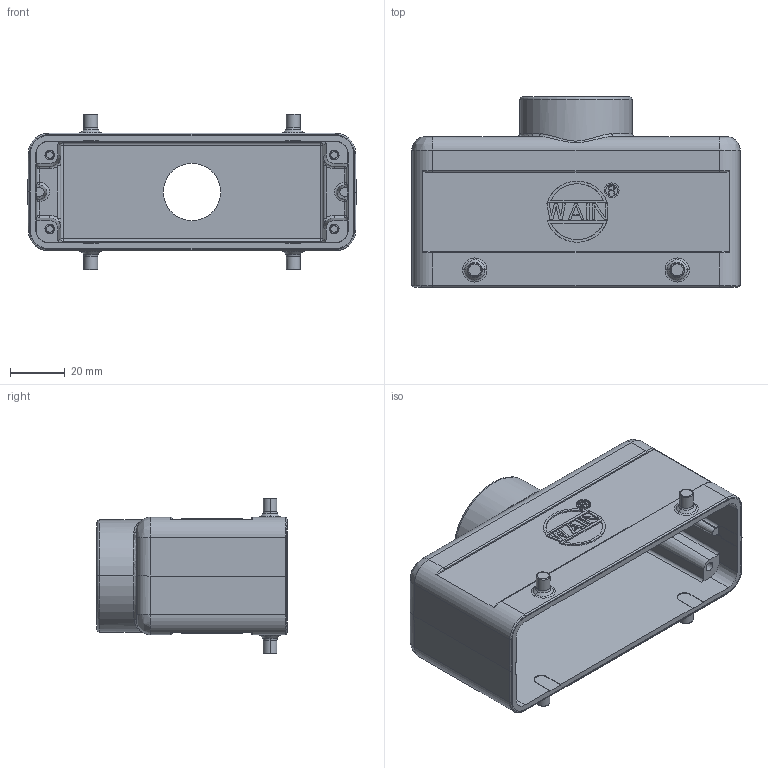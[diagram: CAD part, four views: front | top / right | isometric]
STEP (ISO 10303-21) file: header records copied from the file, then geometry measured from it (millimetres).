
FILE_DESCRIPTION((''),'2;1');
FILE_NAME('3D_1116244351003_EMC_H24B-TE-4B','2024-01-19T',('yp.zhu'),(''),'PRO/ENGINEER BY PARAMETRIC TECHNOLOGY CORPORATION, 2012480','PRO/ENGINEER BY PARAMETRIC TECHNOLOGY CORPORATION, 2012480','');
FILE_SCHEMA(('CONFIG_CONTROL_DESIGN'));
Length unit declared in the file: millimetre
Products named in the file (1): 3D_1116244351003_EMC_H24B-TE-4B
Bounding box: 120 x 69.5 x 57 mm (x, y, z)
Volume: 82194.3 mm3; surface area: 45524.4 mm2
Topology: 1 solids, 1 shells, 482 faces, 1263 edges, 810 vertices
Faces by surface type: plane 259, cylinder 99, torus 46, cone 36, bspline 18, sphere 16, extrusion 8
Entity records: 16041 total; most frequent: CARTESIAN_POINT 4097, ORIENTED_EDGE 2494, DIRECTION 2465, EDGE_CURVE 1247, AXIS2_PLACEMENT_3D 846, VERTEX_POINT 810, VECTOR 773, LINE 765
